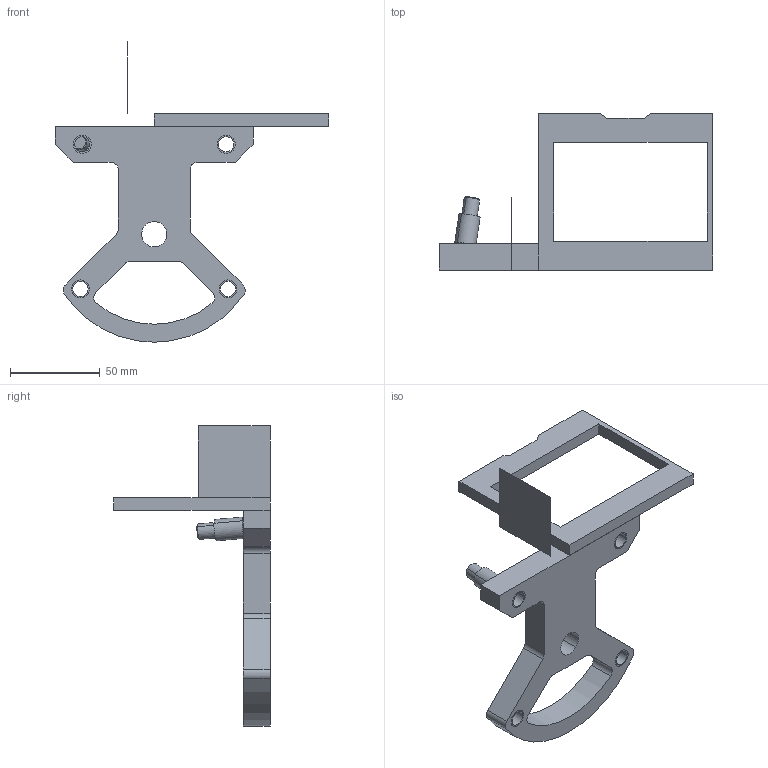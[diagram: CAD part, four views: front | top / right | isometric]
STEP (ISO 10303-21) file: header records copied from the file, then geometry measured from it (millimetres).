
FILE_DESCRIPTION((''),'2;1');
FILE_NAME('COMPOUND_SOLID_ASM','2018-08-08T13:08:47',('Chang'),(''),'CREO PARAMETRIC BY PTC INC, 2017380','CREO PARAMETRIC BY PTC INC, 2017380','');
FILE_SCHEMA(('AP203_CONFIGURATION_CONTROLLED_3D_DESIGN_OF_MECHANICAL_PARTS_AND_ASSEMBLIES_MIM_LF { 1 0 10303 403 2 1 2 }'));
Length unit declared in the file: millimetre
Products named in the file (4): LF064-01; LF064-02; DECKEL_NACHBESSERUNG_2_; COMPOUND_SOLID_ASM
Assembly tree (3 placements, depth 2):
  COMPOUND_SOLID_ASM
    LF064-01
    LF064-02
    DECKEL_NACHBESSERUNG_2_
Bounding box: 152 x 87 x 167 mm (x, y, z)
Volume: 118340.6 mm3; surface area: 40006.1 mm2
Topology: 3 solids, 8 shells, 79 faces, 206 edges, 140 vertices
Faces by surface type: plane 39, cylinder 36, cone 4
Entity records: 2931 total; most frequent: DIRECTION 470, CARTESIAN_POINT 443, ORIENTED_EDGE 392, EDGE_CURVE 206, AXIS2_PLACEMENT_3D 174, VERTEX_POINT 140, VECTOR 122, LINE 122
